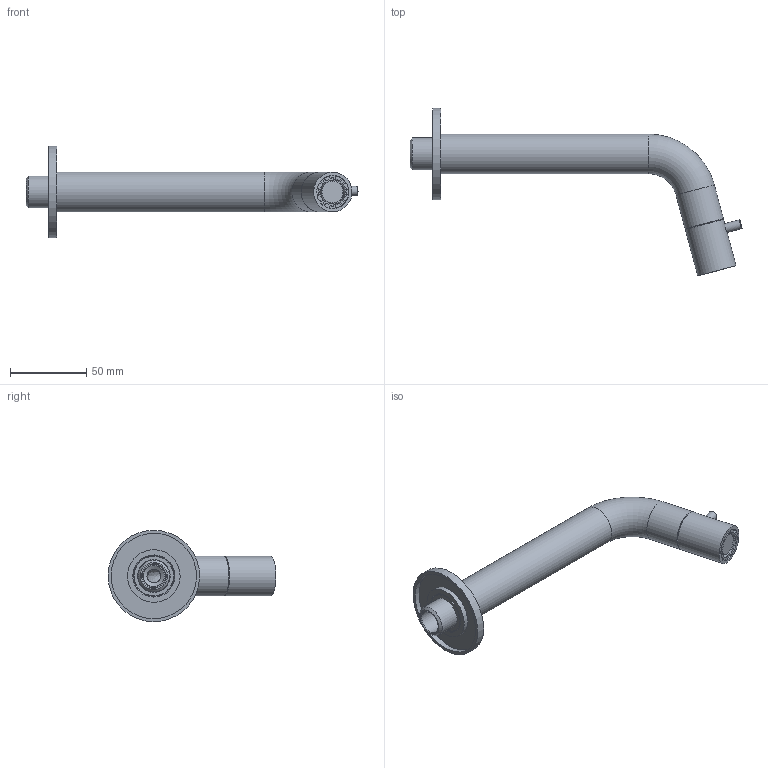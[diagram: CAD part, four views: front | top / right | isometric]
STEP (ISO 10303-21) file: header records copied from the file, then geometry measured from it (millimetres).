
FILE_DESCRIPTION(/* description */ ('AdapterTestApp'),/* implementation_level */ '2;1');
FILE_NAME(/* name */ 'Dude UW001',/* time_stamp */ '2015-02-19T08:36:40+01:00',/* author */ ('AdapterTestApp'),/* organization */ ('Siemens PLM Software'),/* preprocessor_version */ 'ST-DEVELOPER v15.6',/* originating_system */ 'DEX',/* authorisation */ $);
FILE_SCHEMA (('AUTOMOTIVE_DESIGN {1 0 10303 214 3 1 1}'));
Length unit declared in the file: millimetre
Products named in the file (7): Dude UW001; 575938_1; 575938_0; 575938_2; 575938_3; 575938_4; id230
Assembly tree (6 placements, depth 2):
  Dude UW001
    575938_1
    575938_0
    575938_2
    575938_3
    575938_4
    id230
Bounding box: 217.79 x 110.07 x 59.99 mm (x, y, z)
Volume: 86311.4 mm3; surface area: 46964.4 mm2
Topology: 5 solids, 6 shells, 208 faces, 517 edges, 339 vertices
Faces by surface type: plane 136, cylinder 44, cone 23, torus 2, bspline 2, sphere 1
Full cylindrical faces by diameter (mm): 2 x1, 4.2 x1, 5 x1, 6 x1, 6.1 x1, 9 x2, 10.2 x1, 11 x1, 11.1 x1, 12.1 x1, 14 x1, 14.5 x1, 15.2 x1, 16.5 x1, 16.9 x1, 17.5 x1, 18.5 x1, 19.3 x1, 20 x1, 20.5 x1, 20.8 x1, 21 x1, 21.4 x1, 21.75 x1, 22 x2, 26 x3, 26.3 x1, 26.8 x1, 30.5 x1, 34.5 x1
Entity records: 6367 total; most frequent: CARTESIAN_POINT 1411, DIRECTION 1052, ORIENTED_EDGE 896, EDGE_CURVE 449, AXIS2_PLACEMENT_3D 409, VERTEX_POINT 327, FACE_BOUND 291, EDGE_LOOP 290
